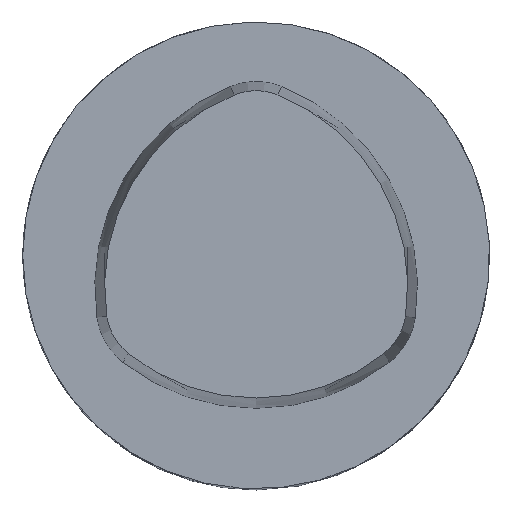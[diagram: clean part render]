
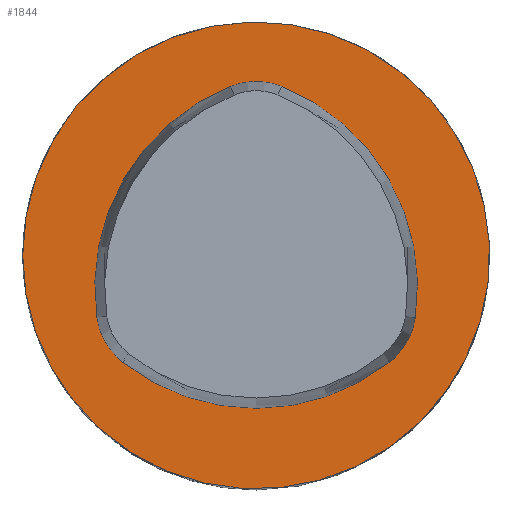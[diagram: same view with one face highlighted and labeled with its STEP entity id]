
A CAD part, top view. The second image highlights one B-rep face of the part: STEP entity #1844.
In plain terms, the highlighted planar face has unit normal (0, 0, 1).
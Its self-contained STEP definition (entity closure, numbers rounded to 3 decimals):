
#1844=ADVANCED_FACE('',(#2424),#2178,.T.);
#2178=PLANE('',#6905);
#2424=FACE_OUTER_BOUND('',#2778,.T.);
#2778=EDGE_LOOP('',(#3896));
#3896=ORIENTED_EDGE('',*,*,#5784,.F.);
#5112=VERTEX_POINT('',#9098);
#5784=EDGE_CURVE('',#5112,#5112,#6629,.T.);
#6629=CIRCLE('',#6771,20.);
#6771=AXIS2_PLACEMENT_3D('',#9097,#7424,#7425);
#6905=AXIS2_PLACEMENT_3D('',#10931,#8056,#8057);
#7424=DIRECTION('',(0.,0.,-1.));
#7425=DIRECTION('',(-1.,0.,0.));
#8056=DIRECTION('',(0.,0.,1.));
#8057=DIRECTION('',(1.,0.,0.));
#9097=CARTESIAN_POINT('',(0.,0.,0.));
#9098=CARTESIAN_POINT('',(-20.,0.,0.));
#10931=CARTESIAN_POINT('',(0.,0.,0.));
